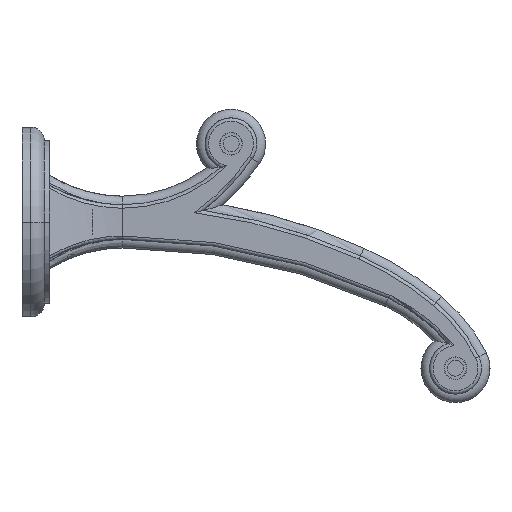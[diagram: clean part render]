
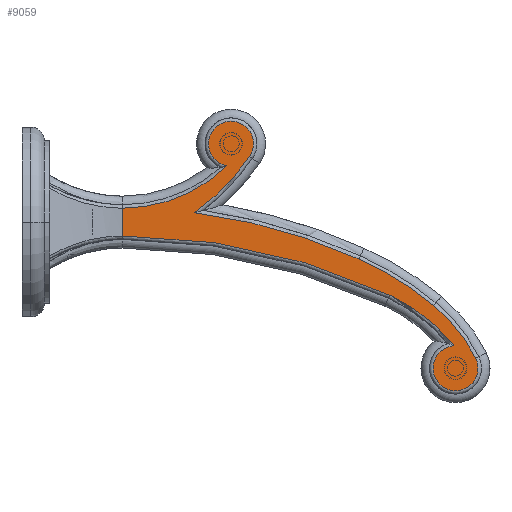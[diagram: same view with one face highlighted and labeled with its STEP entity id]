
A CAD part, left-side view. The second image highlights one B-rep face of the part: STEP entity #9059.
In plain terms, the highlighted planar face has unit normal (-1, 0, 0).
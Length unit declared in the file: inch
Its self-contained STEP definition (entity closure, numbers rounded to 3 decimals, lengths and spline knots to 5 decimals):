
#771=DIRECTION('',(0.,0.,-1.));
#772=VECTOR('',#771,0.317);
#773=CARTESIAN_POINT('',(-0.1975,-1.1253,
0.15855));
#774=LINE('',#773,#772);
#1098=CARTESIAN_POINT('',(-0.1975,-1.1253,1.87055));
#1099=DIRECTION('',(-1.,0.,0.));
#1100=DIRECTION('',(0.,0.,-1.));
#1101=AXIS2_PLACEMENT_3D('',#1098,#1099,#1100);
#1103=CARTESIAN_POINT('',(-0.1975,-2.3623,0.89255));
#1104=DIRECTION('',(1.,0.,0.));
#1105=DIRECTION('',(0.,0.181,-0.983));
#1106=AXIS2_PLACEMENT_3D('',#1103,#1104,#1105);
#1108=CARTESIAN_POINT('',(-0.1975,-2.3623,0.89255));
#1109=DIRECTION('',(1.,0.,0.));
#1110=DIRECTION('',(0.,0.,1.));
#1111=AXIS2_PLACEMENT_3D('',#1108,#1109,#1110);
#1113=CARTESIAN_POINT('',(-0.1975,-0.40928,2.23957));
#1114=DIRECTION('',(1.,0.,0.));
#1115=DIRECTION('',(0.,-0.823,-0.568));
#1116=AXIS2_PLACEMENT_3D('',#1113,#1114,#1115);
#1118=CARTESIAN_POINT('',(-0.1975,-1.1253,-6.39745));
#1119=DIRECTION('',(1.,0.,0.));
#1120=DIRECTION('',(0.,-0.125,0.992));
#1121=AXIS2_PLACEMENT_3D('',#1118,#1119,#1120);
#1123=CARTESIAN_POINT('',(-0.1975,-2.25856,-3.88522));
#1124=DIRECTION('',(1.,0.,0.));
#1125=DIRECTION('',(0.,-0.411,0.912));
#1126=AXIS2_PLACEMENT_3D('',#1123,#1124,#1125);
#1128=CARTESIAN_POINT('',(-0.1975,-3.51048,-2.36547));
#1129=DIRECTION('',(1.,0.,0.));
#1130=DIRECTION('',(0.,-0.636,0.772));
#1131=AXIS2_PLACEMENT_3D('',#1128,#1129,#1130);
#1133=CARTESIAN_POINT('',(-0.1975,-4.9213,-1.66645));
#1134=DIRECTION('',(1.,0.,0.));
#1135=DIRECTION('',(0.,-0.896,0.444));
#1136=AXIS2_PLACEMENT_3D('',#1133,#1134,#1135);
#1138=CARTESIAN_POINT('',(-0.1975,-4.9213,-1.66645));
#1139=DIRECTION('',(1.,0.,0.));
#1140=DIRECTION('',(0.,0.,-1.));
#1141=AXIS2_PLACEMENT_3D('',#1138,#1139,#1140);
#1143=CARTESIAN_POINT('',(-0.1975,-3.3268,-2.65381));
#1144=DIRECTION('',(-1.,0.,0.));
#1145=DIRECTION('',(0.,-0.785,0.619));
#1146=AXIS2_PLACEMENT_3D('',#1143,#1144,#1145);
#1148=CARTESIAN_POINT('',(-0.1975,-1.1253,-7.38245));
#1149=DIRECTION('',(-1.,0.,0.));
#1150=DIRECTION('',(0.,-0.422,0.907));
#1151=AXIS2_PLACEMENT_3D('',#1148,#1149,#1150);
#1678=CARTESIAN_POINT('',(-0.1975,-1.94661,0.10691));
#6236=VERTEX_POINT('',#1678);
#6262=CARTESIAN_POINT('',(-0.1975,-4.17431,
-0.83342));
#6263=VERTEX_POINT('',#6262);
#6264=CARTESIAN_POINT('',(-0.1975,-1.1253,
0.15856));
#6265=CARTESIAN_POINT('',(-0.1975,-2.31585,
0.6403));
#6266=VERTEX_POINT('',#6264);
#6267=VERTEX_POINT('',#6265);
#6268=CARTESIAN_POINT('',(-0.1975,-2.3623,1.14905));
#6269=VERTEX_POINT('',#6268);
#6270=CARTESIAN_POINT('',(-0.1975,-2.57345,0.74692));
#6271=VERTEX_POINT('',#6270);
#6272=CARTESIAN_POINT('',(-0.1975,-3.82111,-0.42135));
#6273=VERTEX_POINT('',#6272);
#6274=CARTESIAN_POINT('',(-0.1975,-4.67465,-0.95222));
#6275=VERTEX_POINT('',#6274);
#6276=CARTESIAN_POINT('',(-0.1975,-5.15114,-1.55257));
#6277=VERTEX_POINT('',#6276);
#6278=CARTESIAN_POINT('',(-0.1975,-4.9213,-1.92295));
#6279=VERTEX_POINT('',#6278);
#6280=CARTESIAN_POINT('',(-0.1975,-4.90363,-1.41055));
#6281=VERTEX_POINT('',#6280);
#6282=CARTESIAN_POINT('',(-0.1975,-1.1253,
-0.15845));
#6283=VERTEX_POINT('',#6282);
#9030=CARTESIAN_POINT('',(-0.1975,-3.15179,-0.38695));
#9031=DIRECTION('',(1.,0.,0.));
#9032=DIRECTION('',(0.,0.,-1.));
#9033=AXIS2_PLACEMENT_3D('',#9030,#9031,#9032);
#9034=PLANE('',#9033);
#9035=ORIENTED_EDGE('',*,*,#8580,.F.);
#9037=ORIENTED_EDGE('',*,*,#9036,.T.);
#9039=ORIENTED_EDGE('',*,*,#9038,.T.);
#9041=ORIENTED_EDGE('',*,*,#9040,.T.);
#9043=ORIENTED_EDGE('',*,*,#9042,.T.);
#9045=ORIENTED_EDGE('',*,*,#9044,.T.);
#9047=ORIENTED_EDGE('',*,*,#9046,.T.);
#9049=ORIENTED_EDGE('',*,*,#9048,.T.);
#9051=ORIENTED_EDGE('',*,*,#9050,.T.);
#9053=ORIENTED_EDGE('',*,*,#9052,.T.);
#9055=ORIENTED_EDGE('',*,*,#9054,.T.);
#9056=ORIENTED_EDGE('',*,*,#9022,.T.);
#9057=EDGE_LOOP('',(#9035,#9037,#9039,#9041,#9043,#9045,#9047,#9049,#9051,#9053,
#9055,#9056));
#9058=FACE_OUTER_BOUND('',#9057,.F.);
#9059=ADVANCED_FACE('',(#9058),#9034,.F.);
#1102=CIRCLE('',#1101,1.712);
#1107=CIRCLE('',#1106,0.2565);
#1112=CIRCLE('',#1111,0.2565);
#1117=CIRCLE('',#1116,2.629);
#1122=CIRCLE('',#1121,6.556);
#1127=CIRCLE('',#1126,3.8);
#1132=CIRCLE('',#1131,1.831);
#1137=CIRCLE('',#1136,0.2565);
#1142=CIRCLE('',#1141,0.2565);
#1147=CIRCLE('',#1146,2.008);
#1152=CIRCLE('',#1151,7.224);
#8580=EDGE_CURVE('',#6266,#6283,#774,.T.);
#9022=EDGE_CURVE('',#6263,#6283,#1152,.T.);
#9036=EDGE_CURVE('',#6266,#6267,#1102,.T.);
#9038=EDGE_CURVE('',#6267,#6269,#1107,.T.);
#9040=EDGE_CURVE('',#6269,#6271,#1112,.T.);
#9042=EDGE_CURVE('',#6271,#6236,#1117,.T.);
#9044=EDGE_CURVE('',#6236,#6273,#1122,.T.);
#9046=EDGE_CURVE('',#6273,#6275,#1127,.T.);
#9048=EDGE_CURVE('',#6275,#6277,#1132,.T.);
#9050=EDGE_CURVE('',#6277,#6279,#1137,.T.);
#9052=EDGE_CURVE('',#6279,#6281,#1142,.T.);
#9054=EDGE_CURVE('',#6281,#6263,#1147,.T.);
